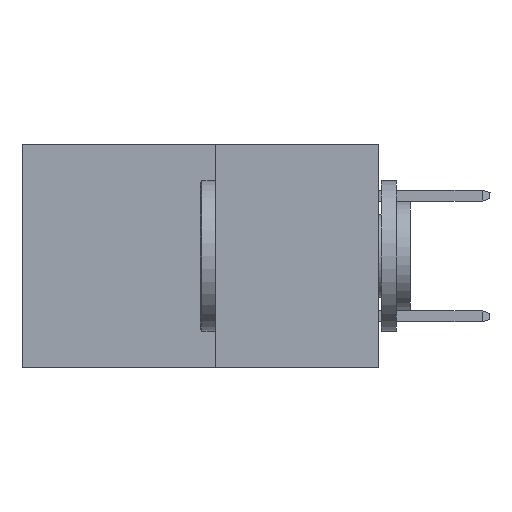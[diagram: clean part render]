
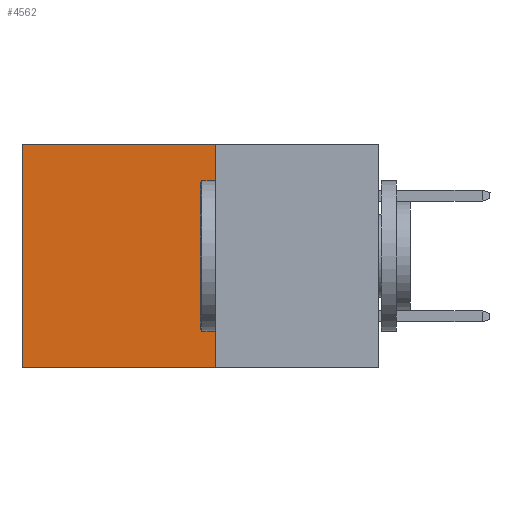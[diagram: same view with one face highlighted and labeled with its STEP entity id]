
A CAD part, left-side view. The second image highlights one B-rep face of the part: STEP entity #4562.
In plain terms, the highlighted planar face has unit normal (-1, 0, 0).
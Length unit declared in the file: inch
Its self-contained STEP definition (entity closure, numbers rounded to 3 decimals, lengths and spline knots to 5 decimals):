
#151 = LINE ( 'NONE', #13825, #7957 ) ;
#340 = LINE ( 'NONE', #18346, #7700 ) ;
#1054 = LINE ( 'NONE', #9270, #12238 ) ;
#1435 = EDGE_LOOP ( 'NONE', ( #12910, #5202, #16314, #14264 ) ) ;
#1899 = DIRECTION ( 'NONE',  ( 0., 0., -1. ) ) ;
#2486 = VECTOR ( 'NONE', #10156, 39.37008 ) ;
#2961 = LINE ( 'NONE', #4422, #2486 ) ;
#3112 = EDGE_CURVE ( 'NONE', #12669, #9022, #151, .T. ) ;
#4242 = EDGE_CURVE ( 'NONE', #12669, #13600, #340, .T. ) ;
#4331 = EDGE_CURVE ( 'NONE', #13600, #9209, #2961, .T. ) ;
#4422 = CARTESIAN_POINT ( 'NONE',  ( 0.277, 0.27, -0.37 ) ) ;
#4562 = ADVANCED_FACE ( 'NONE', ( #17726 ), #10721, .F. ) ;
#5202 = ORIENTED_EDGE ( 'NONE', *, *, #4331, .F. ) ;
#6133 = CARTESIAN_POINT ( 'NONE',  ( 0.277, 0.27, -0.37 ) ) ;
#6434 = EDGE_CURVE ( 'NONE', #9022, #9209, #1054, .T. ) ;
#7700 = VECTOR ( 'NONE', #17402, 39.37008 ) ;
#7957 = VECTOR ( 'NONE', #13773, 39.37008 ) ;
#8058 = CARTESIAN_POINT ( 'NONE',  ( 0.277, 0.27, 0. ) ) ;
#9022 = VERTEX_POINT ( 'NONE', #13187 ) ;
#9209 = VERTEX_POINT ( 'NONE', #13561 ) ;
#9270 = CARTESIAN_POINT ( 'NONE',  ( 0.277, 0.59, -0.37 ) ) ;
#10156 = DIRECTION ( 'NONE',  ( 0., 1., 0. ) ) ;
#10721 = PLANE ( 'NONE',  #17221 ) ;
#12238 = VECTOR ( 'NONE', #1899, 39.37008 ) ;
#12669 = VERTEX_POINT ( 'NONE', #8058 ) ;
#12910 = ORIENTED_EDGE ( 'NONE', *, *, #6434, .T. ) ;
#13020 = CARTESIAN_POINT ( 'NONE',  ( 0.277, 0.27, -0.37 ) ) ;
#13187 = CARTESIAN_POINT ( 'NONE',  ( 0.277, 0.59, 0. ) ) ;
#13561 = CARTESIAN_POINT ( 'NONE',  ( 0.277, 0.59, -0.37 ) ) ;
#13600 = VERTEX_POINT ( 'NONE', #13020 ) ;
#13773 = DIRECTION ( 'NONE',  ( 0., 1., 0. ) ) ;
#13825 = CARTESIAN_POINT ( 'NONE',  ( 0.277, 0.27, 0. ) ) ;
#14264 = ORIENTED_EDGE ( 'NONE', *, *, #3112, .T. ) ;
#15778 = DIRECTION ( 'NONE',  ( 0., 0., -1. ) ) ;
#16314 = ORIENTED_EDGE ( 'NONE', *, *, #4242, .F. ) ;
#17221 = AXIS2_PLACEMENT_3D ( 'NONE', #6133, #18188, #15778 ) ;
#17402 = DIRECTION ( 'NONE',  ( 0., 0., -1. ) ) ;
#17726 = FACE_OUTER_BOUND ( 'NONE', #1435, .T. ) ;
#18188 = DIRECTION ( 'NONE',  ( 1., 0., 0. ) ) ;
#18346 = CARTESIAN_POINT ( 'NONE',  ( 0.277, 0.27, -0.37 ) ) ;
